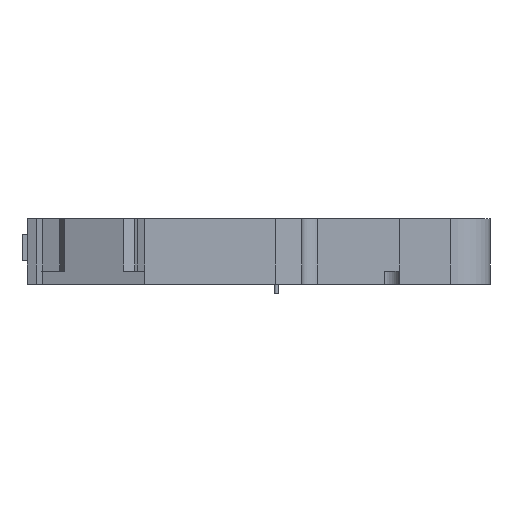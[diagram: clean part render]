
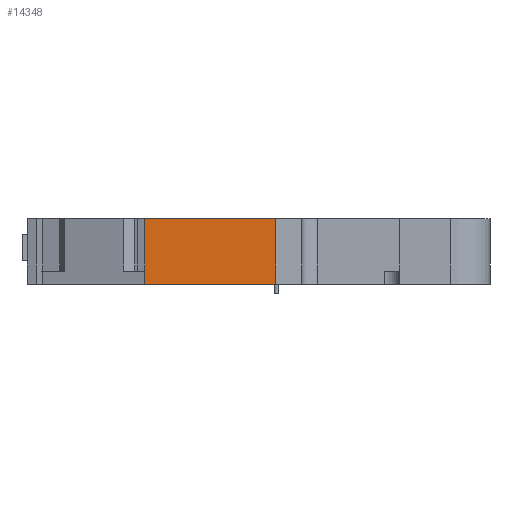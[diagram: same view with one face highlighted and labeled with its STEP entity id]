
A CAD part, left-side view. The second image highlights one B-rep face of the part: STEP entity #14348.
In plain terms, the highlighted planar face has unit normal (-1, 0, 0).
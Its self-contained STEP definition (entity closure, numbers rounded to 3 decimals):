
#465 = CARTESIAN_POINT ( 'NONE',  ( -60.95, 19.5, 5. ) ) ;
#496 = CARTESIAN_POINT ( 'NONE',  ( -60.95, 9.5, 5. ) ) ;
#1180 = DIRECTION ( 'NONE',  ( 0., 0., 1. ) ) ;
#1308 = VECTOR ( 'NONE', #5677, 1000. ) ;
#1349 = LINE ( 'NONE', #496, #1308 ) ;
#1782 = VERTEX_POINT ( 'NONE', #10982 ) ;
#2633 = ORIENTED_EDGE ( 'NONE', *, *, #6219, .F. ) ;
#2692 = VECTOR ( 'NONE', #13057, 1000. ) ;
#2706 = LINE ( 'NONE', #14265, #2692 ) ;
#4172 = VERTEX_POINT ( 'NONE', #15692 ) ;
#4751 = VECTOR ( 'NONE', #5600, 1000. ) ;
#4771 = AXIS2_PLACEMENT_3D ( 'NONE', #14912, #8745, #1180 ) ;
#4797 = LINE ( 'NONE', #465, #4751 ) ;
#5600 = DIRECTION ( 'NONE',  ( 0., 0., -1. ) ) ;
#5677 = DIRECTION ( 'NONE',  ( 0., 0., -1. ) ) ;
#6081 = VERTEX_POINT ( 'NONE', #11283 ) ;
#6219 = EDGE_CURVE ( 'NONE', #6081, #10227, #1349, .T. ) ;
#8683 = CARTESIAN_POINT ( 'NONE',  ( -60.95, 19.5, 5. ) ) ;
#8745 = DIRECTION ( 'NONE',  ( -1., 0., 0. ) ) ;
#9940 = DIRECTION ( 'NONE',  ( 0., 1., 0. ) ) ;
#10227 = VERTEX_POINT ( 'NONE', #11234 ) ;
#10501 = EDGE_CURVE ( 'NONE', #1782, #4172, #4797, .T. ) ;
#10583 = VECTOR ( 'NONE', #9940, 1000. ) ;
#10982 = CARTESIAN_POINT ( 'NONE',  ( -60.95, 19.5, 5. ) ) ;
#11147 = LINE ( 'NONE', #8683, #10583 ) ;
#11153 = EDGE_CURVE ( 'NONE', #4172, #10227, #2706, .T. ) ;
#11234 = CARTESIAN_POINT ( 'NONE',  ( -60.95, 9.5, 0. ) ) ;
#11283 = CARTESIAN_POINT ( 'NONE',  ( -60.95, 9.5, 5. ) ) ;
#13057 = DIRECTION ( 'NONE',  ( 0., -1., 0. ) ) ;
#13878 = ORIENTED_EDGE ( 'NONE', *, *, #11153, .T. ) ;
#14265 = CARTESIAN_POINT ( 'NONE',  ( -60.95, 19.5, 0. ) ) ;
#14348 = ADVANCED_FACE ( 'NONE', ( #15282 ), #16166, .T. ) ;
#14452 = ORIENTED_EDGE ( 'NONE', *, *, #14935, .T. ) ;
#14912 = CARTESIAN_POINT ( 'NONE',  ( -60.95, 19.5, 5. ) ) ;
#14935 = EDGE_CURVE ( 'NONE', #6081, #1782, #11147, .T. ) ;
#14988 = ORIENTED_EDGE ( 'NONE', *, *, #10501, .T. ) ;
#15282 = FACE_OUTER_BOUND ( 'NONE', #15502, .T. ) ;
#15502 = EDGE_LOOP ( 'NONE', ( #14452, #14988, #13878, #2633 ) ) ;
#15692 = CARTESIAN_POINT ( 'NONE',  ( -60.95, 19.5, 0. ) ) ;
#16166 = PLANE ( 'NONE',  #4771 ) ;
